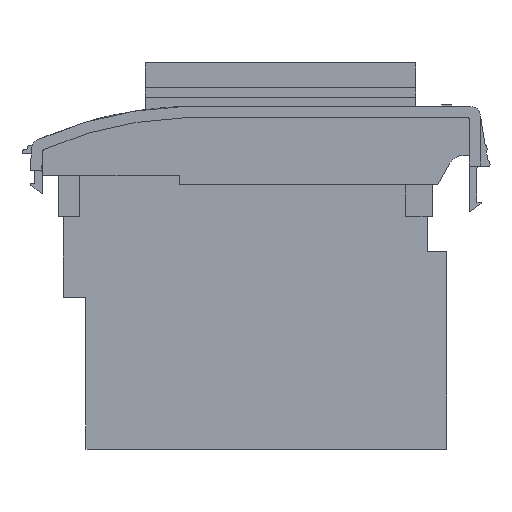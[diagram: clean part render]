
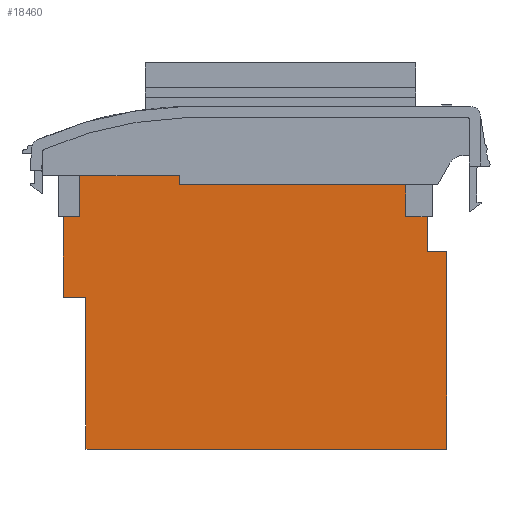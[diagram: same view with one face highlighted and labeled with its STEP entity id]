
A CAD part, left-side view. The second image highlights one B-rep face of the part: STEP entity #18460.
In plain terms, the highlighted planar face has unit normal (-1, 0, 0).
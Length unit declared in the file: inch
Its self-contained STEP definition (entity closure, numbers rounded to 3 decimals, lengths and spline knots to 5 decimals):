
#581 = VERTEX_POINT ( 'NONE', #3418 ) ;
#1669 = VERTEX_POINT ( 'NONE', #6794 ) ;
#3418 = CARTESIAN_POINT ( 'NONE',  ( 1.84006, 3.99348, 0.505 ) ) ;
#6794 = CARTESIAN_POINT ( 'NONE',  ( 1.84006, 1.59848, 0.235 ) ) ;
#10811 = VERTEX_POINT ( 'NONE', #11171 ) ;
#10857 = VERTEX_POINT ( 'NONE', #11262 ) ;
#10859 = EDGE_CURVE ( 'NONE', #10857, #10811, #11261, .T. ) ;
#10868 = EDGE_CURVE ( 'NONE', #581, #10857, #11317, .T. ) ;
#10870 = EDGE_CURVE ( 'NONE', #10811, #10871, #11313, .T. ) ;
#10871 = VERTEX_POINT ( 'NONE', #11309 ) ;
#11171 = CARTESIAN_POINT ( 'NONE',  ( 1.84006, 3.22916, 0.445 ) ) ;
#11258 = DIRECTION ( 'NONE',  ( 0., 0., -1. ) ) ;
#11259 = VECTOR ( 'NONE', #11258, 39.37008 ) ;
#11260 = CARTESIAN_POINT ( 'NONE',  ( 1.84006, 3.22916, 0.445 ) ) ;
#11261 = LINE ( 'NONE', #11260, #11259 ) ;
#11262 = CARTESIAN_POINT ( 'NONE',  ( 1.84006, 3.22916, 0.505 ) ) ;
#11309 = CARTESIAN_POINT ( 'NONE',  ( 1.84006, 1.73848, 0.445 ) ) ;
#11310 = DIRECTION ( 'NONE',  ( 0., -1., 0. ) ) ;
#11311 = VECTOR ( 'NONE', #11310, 39.37008 ) ;
#11312 = CARTESIAN_POINT ( 'NONE',  ( 1.84006, 1.52916, 0.445 ) ) ;
#11313 = LINE ( 'NONE', #11312, #11311 ) ;
#11314 = DIRECTION ( 'NONE',  ( 0., -1., 0. ) ) ;
#11315 = VECTOR ( 'NONE', #11314, 39.37008 ) ;
#11316 = CARTESIAN_POINT ( 'NONE',  ( 1.84006, 3.22916, 0.505 ) ) ;
#11317 = LINE ( 'NONE', #11316, #11315 ) ;
#11683 = EDGE_CURVE ( 'NONE', #11750, #11735, #12914, .T. ) ;
#11734 = EDGE_CURVE ( 'NONE', #11746, #581, #13033, .T. ) ;
#11735 = VERTEX_POINT ( 'NONE', #13029 ) ;
#11745 = EDGE_CURVE ( 'NONE', #11735, #11746, #13051, .T. ) ;
#11746 = VERTEX_POINT ( 'NONE', #13047 ) ;
#11748 = EDGE_CURVE ( 'NONE', #11749, #11750, #13046, .T. ) ;
#11749 = VERTEX_POINT ( 'NONE', #13042 ) ;
#11750 = VERTEX_POINT ( 'NONE', #13041 ) ;
#12911 = DIRECTION ( 'NONE',  ( 0., 0., 1. ) ) ;
#12912 = VECTOR ( 'NONE', #12911, 39.37008 ) ;
#12913 = CARTESIAN_POINT ( 'NONE',  ( 1.84006, 3.84348, -0.295 ) ) ;
#12914 = LINE ( 'NONE', #12913, #12912 ) ;
#13029 = CARTESIAN_POINT ( 'NONE',  ( 1.84006, 3.84348, -0.295 ) ) ;
#13030 = DIRECTION ( 'NONE',  ( 0., 0., 1. ) ) ;
#13031 = VECTOR ( 'NONE', #13030, 39.37008 ) ;
#13032 = CARTESIAN_POINT ( 'NONE',  ( 1.84006, 3.99348, 0.735 ) ) ;
#13033 = LINE ( 'NONE', #13032, #13031 ) ;
#13041 = CARTESIAN_POINT ( 'NONE',  ( 1.84006, 3.84348, -1.295 ) ) ;
#13042 = CARTESIAN_POINT ( 'NONE',  ( 1.84006, 1.46848, -1.295 ) ) ;
#13043 = DIRECTION ( 'NONE',  ( 0., 1., 0. ) ) ;
#13044 = VECTOR ( 'NONE', #13043, 39.37008 ) ;
#13045 = CARTESIAN_POINT ( 'NONE',  ( 1.84006, 1.46848, -1.295 ) ) ;
#13046 = LINE ( 'NONE', #13045, #13044 ) ;
#13047 = CARTESIAN_POINT ( 'NONE',  ( 1.84006, 3.99348, -0.295 ) ) ;
#13048 = DIRECTION ( 'NONE',  ( 0., 1., 0. ) ) ;
#13049 = VECTOR ( 'NONE', #13048, 39.37008 ) ;
#13050 = CARTESIAN_POINT ( 'NONE',  ( 1.84006, 3.99348, -0.295 ) ) ;
#13051 = LINE ( 'NONE', #13050, #13049 ) ;
#14305 = DIRECTION ( 'NONE',  ( 0., 0., -1. ) ) ;
#14306 = VECTOR ( 'NONE', #14305, 39.37008 ) ;
#14308 = CARTESIAN_POINT ( 'NONE',  ( 1.84006, 1.46848, 0.005 ) ) ;
#14310 = LINE ( 'NONE', #14308, #14306 ) ;
#14388 = CARTESIAN_POINT ( 'NONE',  ( 1.84006, 1.59848, 0.005 ) ) ;
#14389 = DIRECTION ( 'NONE',  ( 0., 0., -1. ) ) ;
#14391 = VECTOR ( 'NONE', #14389, 39.37008 ) ;
#14392 = CARTESIAN_POINT ( 'NONE',  ( 1.84006, 1.59848, 0.005 ) ) ;
#14394 = LINE ( 'NONE', #14392, #14391 ) ;
#14432 = CARTESIAN_POINT ( 'NONE',  ( 1.84006, 1.46848, 0.005 ) ) ;
#14434 = DIRECTION ( 'NONE',  ( 0., -1., 0. ) ) ;
#14435 = VECTOR ( 'NONE', #14434, 39.37008 ) ;
#14436 = CARTESIAN_POINT ( 'NONE',  ( 1.84006, 1.46848, 0.005 ) ) ;
#14437 = LINE ( 'NONE', #14436, #14435 ) ;
#14461 = FACE_OUTER_BOUND ( 'NONE', #18461, .T. ) ;
#14483 = DIRECTION ( 'NONE',  ( 0., -1., 0. ) ) ;
#14485 = VECTOR ( 'NONE', #14483, 39.37008 ) ;
#14488 = CARTESIAN_POINT ( 'NONE',  ( 1.84006, 3.84348, 0.235 ) ) ;
#14489 = LINE ( 'NONE', #14488, #14485 ) ;
#14542 = CARTESIAN_POINT ( 'NONE',  ( 1.84006, 1.73848, 0.235 ) ) ;
#14545 = DIRECTION ( 'NONE',  ( 0., 0., 1. ) ) ;
#14546 = VECTOR ( 'NONE', #14545, 39.37008 ) ;
#14548 = CARTESIAN_POINT ( 'NONE',  ( 1.84006, 1.73848, 0.235 ) ) ;
#14550 = LINE ( 'NONE', #14548, #14546 ) ;
#14554 = DIRECTION ( 'NONE',  ( 0., 0., 1. ) ) ;
#14556 = DIRECTION ( 'NONE',  ( -1., 0., 0. ) ) ;
#14557 = CARTESIAN_POINT ( 'NONE',  ( 1.84006, 3.84348, -1.295 ) ) ;
#14558 = AXIS2_PLACEMENT_3D ( 'NONE', #14557, #14556, #14554 ) ;
#14561 = PLANE ( 'NONE',  #14558 ) ;
#18407 = EDGE_CURVE ( 'NONE', #18425, #11749, #14310, .T. ) ;
#18411 = EDGE_CURVE ( 'NONE', #1669, #18412, #14394, .T. ) ;
#18412 = VERTEX_POINT ( 'NONE', #14388 ) ;
#18424 = EDGE_CURVE ( 'NONE', #18412, #18425, #14437, .T. ) ;
#18425 = VERTEX_POINT ( 'NONE', #14432 ) ;
#18447 = ORIENTED_EDGE ( 'NONE', *, *, #11748, .F. ) ;
#18448 = ORIENTED_EDGE ( 'NONE', *, *, #18407, .F. ) ;
#18449 = ORIENTED_EDGE ( 'NONE', *, *, #18424, .F. ) ;
#18450 = ORIENTED_EDGE ( 'NONE', *, *, #18411, .F. ) ;
#18451 = ORIENTED_EDGE ( 'NONE', *, *, #18452, .F. ) ;
#18452 = EDGE_CURVE ( 'NONE', #18464, #1669, #14489, .T. ) ;
#18460 = ADVANCED_FACE ( 'NONE', ( #14461 ), #14561, .T. ) ;
#18461 = EDGE_LOOP ( 'NONE', ( #18462, #18465, #18466, #18467, #18468, #18469, #18470, #18447, #18448, #18449, #18450, #18451 ) ) ;
#18462 = ORIENTED_EDGE ( 'NONE', *, *, #18463, .T. ) ;
#18463 = EDGE_CURVE ( 'NONE', #18464, #10871, #14550, .T. ) ;
#18464 = VERTEX_POINT ( 'NONE', #14542 ) ;
#18465 = ORIENTED_EDGE ( 'NONE', *, *, #10870, .F. ) ;
#18466 = ORIENTED_EDGE ( 'NONE', *, *, #10859, .F. ) ;
#18467 = ORIENTED_EDGE ( 'NONE', *, *, #10868, .F. ) ;
#18468 = ORIENTED_EDGE ( 'NONE', *, *, #11734, .F. ) ;
#18469 = ORIENTED_EDGE ( 'NONE', *, *, #11745, .F. ) ;
#18470 = ORIENTED_EDGE ( 'NONE', *, *, #11683, .F. ) ;
